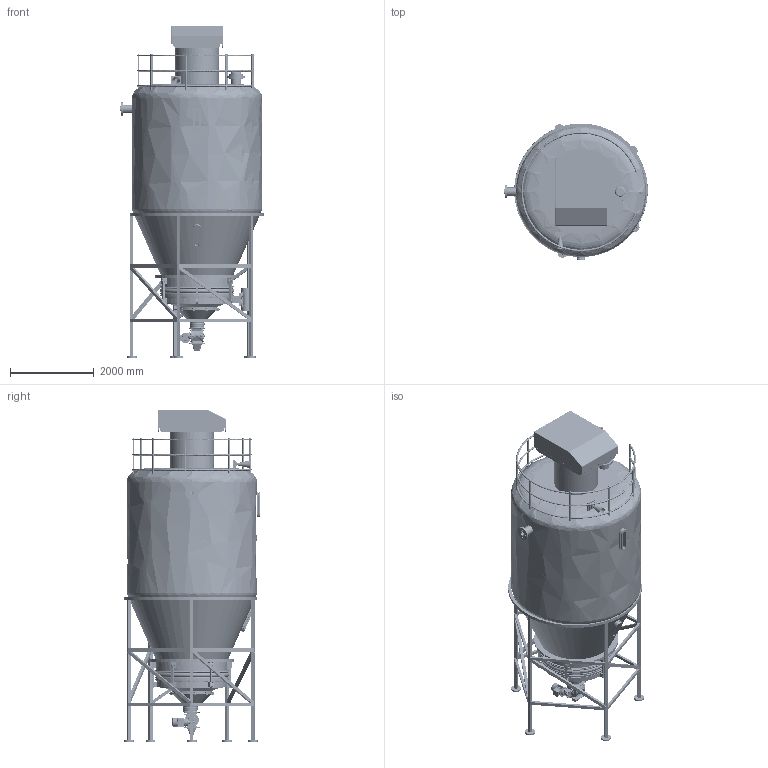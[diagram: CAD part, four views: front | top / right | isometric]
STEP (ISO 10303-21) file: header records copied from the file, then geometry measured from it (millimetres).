
FILE_DESCRIPTION(('FreeCAD Model'),'2;1');
FILE_NAME('Open CASCADE Shape Model','2025-05-01T01:35:14',('FreeCAD'),( 'FreeCAD'),'Open CASCADE STEP processor 7.6','FreeCAD','Unknown');
FILE_SCHEMA(('AUTOMOTIVE_DESIGN { 1 0 10303 214 1 1 1 1 }'));
Products named in the file (1): Open CASCADE STEP translator 7.6 1
Bounding box: 3428.51 x 3271.01 x 7930.96 mm (x, y, z)
Volume: 3742430404.8 mm3; surface area: 164805369.1 mm2
Topology: 158 solids, 161 shells, 6587 faces, 16651 edges, 10514 vertices
Faces by surface type: bspline 6587
Entity records: 395245 total; most frequent: CARTESIAN_POINT 299902, ORIENTED_EDGE 33201, EDGE_CURVE 16602, B_SPLINE_CURVE_WITH_KNOTS 11609, VERTEX_POINT 10514, FACE_BOUND 7049, EDGE_LOOP 7049, ADVANCED_FACE 6587
